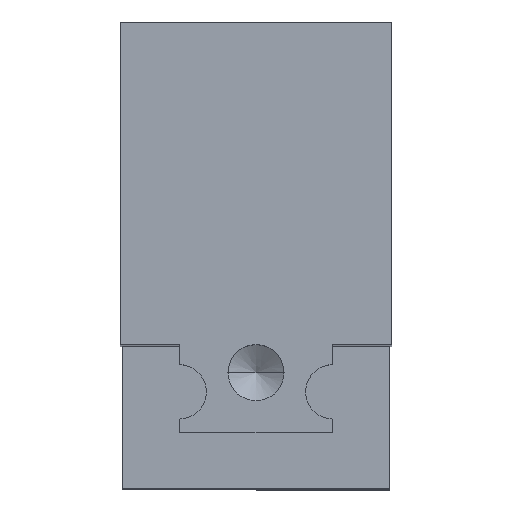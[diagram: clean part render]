
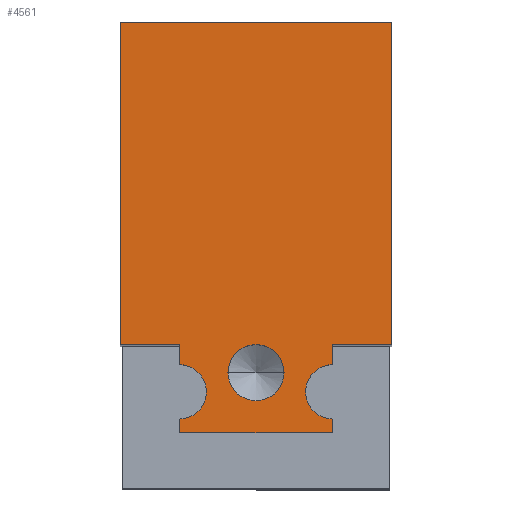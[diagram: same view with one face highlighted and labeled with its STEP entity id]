
A CAD part, top view. The second image highlights one B-rep face of the part: STEP entity #4561.
In plain terms, the highlighted planar face has unit normal (0, 0, 1).
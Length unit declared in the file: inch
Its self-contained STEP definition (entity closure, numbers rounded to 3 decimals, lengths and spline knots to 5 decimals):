
#1479=CARTESIAN_POINT('',(0.097,-0.50253,1.77165));
#1480=VERTEX_POINT('',#1479);
#1496=CARTESIAN_POINT('',(-0.097,-0.50253,1.77165));
#1497=VERTEX_POINT('',#1496);
#1504=CARTESIAN_POINT('',(0.,-0.50253,1.77165));
#1505=DIRECTION('',(0.0,0.0,-1.0));
#1506=DIRECTION('',(1.0,0.0,0.0));
#1507=AXIS2_PLACEMENT_3D('',#1504,#1505,#1506);
#1508=CIRCLE('',#1507,0.097);
#1509=EDGE_CURVE('',#1480,#1497,#1508,.T.);
#3204=CARTESIAN_POINT('',(0.,-0.50253,1.77165));
#3205=DIRECTION('',(0.0,0.0,-1.0));
#3206=DIRECTION('',(1.0,0.0,0.0));
#3207=AXIS2_PLACEMENT_3D('',#3204,#3205,#3206);
#3208=CIRCLE('',#3207,0.097);
#3209=EDGE_CURVE('',#1497,#1480,#3208,.T.);
#4183=CARTESIAN_POINT('',(0.4695,0.71125,1.77165));
#4184=VERTEX_POINT('',#4183);
#4185=CARTESIAN_POINT('',(0.4695,-0.40625,1.77165));
#4186=VERTEX_POINT('',#4185);
#4187=CARTESIAN_POINT('',(0.4695,0.71125,1.77165));
#4188=DIRECTION('',(0.0,-1.0,0.0));
#4189=VECTOR('',#4188,1.1175);
#4190=LINE('',#4187,#4189);
#4191=EDGE_CURVE('',#4184,#4186,#4190,.T.);
#4238=CARTESIAN_POINT('',(0.2645,-0.40625,1.77165));
#4239=VERTEX_POINT('',#4238);
#4240=CARTESIAN_POINT('',(0.4695,-0.40625,1.77165));
#4241=DIRECTION('',(-1.0,0.0,0.0));
#4242=VECTOR('',#4241,0.205);
#4243=LINE('',#4240,#4242);
#4244=EDGE_CURVE('',#4186,#4239,#4243,.T.);
#4262=CARTESIAN_POINT('',(0.2645,-0.47477,1.77165));
#4263=VERTEX_POINT('',#4262);
#4264=CARTESIAN_POINT('',(0.2645,-0.40625,1.77165));
#4265=DIRECTION('',(0.0,-1.0,0.0));
#4266=VECTOR('',#4265,0.06852);
#4267=LINE('',#4264,#4266);
#4268=EDGE_CURVE('',#4239,#4263,#4267,.T.);
#4286=CARTESIAN_POINT('',(0.2645,-0.66325,1.77165));
#4287=VERTEX_POINT('',#4286);
#4288=CARTESIAN_POINT('',(0.266,-0.56901,1.77165));
#4289=DIRECTION('',(0.0,0.0,1.0));
#4290=DIRECTION('',(0.016,-1.,0.0));
#4291=AXIS2_PLACEMENT_3D('',#4288,#4289,#4290);
#4292=CIRCLE('',#4291,0.09425);
#4293=EDGE_CURVE('',#4263,#4287,#4292,.T.);
#4311=CARTESIAN_POINT('',(0.2645,-0.71125,1.77165));
#4312=VERTEX_POINT('',#4311);
#4313=CARTESIAN_POINT('',(0.2645,-0.66325,1.77165));
#4314=DIRECTION('',(0.0,-1.0,0.0));
#4315=VECTOR('',#4314,0.048);
#4316=LINE('',#4313,#4315);
#4317=EDGE_CURVE('',#4287,#4312,#4316,.T.);
#4335=CARTESIAN_POINT('',(-0.2645,-0.71125,1.77165));
#4336=VERTEX_POINT('',#4335);
#4337=CARTESIAN_POINT('',(0.2645,-0.71125,1.77165));
#4338=DIRECTION('',(-1.0,0.0,0.0));
#4339=VECTOR('',#4338,0.529);
#4340=LINE('',#4337,#4339);
#4341=EDGE_CURVE('',#4312,#4336,#4340,.T.);
#4359=CARTESIAN_POINT('',(-0.2645,-0.66325,1.77165));
#4360=VERTEX_POINT('',#4359);
#4361=CARTESIAN_POINT('',(-0.2645,-0.71125,1.77165));
#4362=DIRECTION('',(0.0,1.0,0.0));
#4363=VECTOR('',#4362,0.048);
#4364=LINE('',#4361,#4363);
#4365=EDGE_CURVE('',#4336,#4360,#4364,.T.);
#4383=CARTESIAN_POINT('',(-0.2645,-0.47477,1.77165));
#4384=VERTEX_POINT('',#4383);
#4385=CARTESIAN_POINT('',(-0.266,-0.56901,1.77165));
#4386=DIRECTION('',(0.0,0.0,1.0));
#4387=DIRECTION('',(-0.016,1.,0.0));
#4388=AXIS2_PLACEMENT_3D('',#4385,#4386,#4387);
#4389=CIRCLE('',#4388,0.09425);
#4390=EDGE_CURVE('',#4360,#4384,#4389,.T.);
#4408=CARTESIAN_POINT('',(-0.2645,-0.40625,1.77165));
#4409=VERTEX_POINT('',#4408);
#4410=CARTESIAN_POINT('',(-0.2645,-0.47477,1.77165));
#4411=DIRECTION('',(0.0,1.0,0.0));
#4412=VECTOR('',#4411,0.06852);
#4413=LINE('',#4410,#4412);
#4414=EDGE_CURVE('',#4384,#4409,#4413,.T.);
#4432=CARTESIAN_POINT('',(-0.4695,-0.40625,1.77165));
#4433=VERTEX_POINT('',#4432);
#4434=CARTESIAN_POINT('',(-0.2645,-0.40625,1.77165));
#4435=DIRECTION('',(-1.0,0.0,0.0));
#4436=VECTOR('',#4435,0.205);
#4437=LINE('',#4434,#4436);
#4438=EDGE_CURVE('',#4409,#4433,#4437,.T.);
#4456=CARTESIAN_POINT('',(-0.4695,0.71125,1.77165));
#4457=VERTEX_POINT('',#4456);
#4458=CARTESIAN_POINT('',(-0.4695,-0.40625,1.77165));
#4459=DIRECTION('',(0.0,1.0,0.0));
#4460=VECTOR('',#4459,1.1175);
#4461=LINE('',#4458,#4460);
#4462=EDGE_CURVE('',#4433,#4457,#4461,.T.);
#4502=CARTESIAN_POINT('',(-0.4695,0.71125,1.77165));
#4503=DIRECTION('',(1.0,0.0,0.0));
#4504=VECTOR('',#4503,0.939);
#4505=LINE('',#4502,#4504);
#4506=EDGE_CURVE('',#4457,#4184,#4505,.T.);
#4538=CARTESIAN_POINT('',(0.,0.00121,1.77165));
#4539=DIRECTION('',(0.0,0.0,1.0));
#4540=DIRECTION('',(1.0,0.0,0.0));
#4541=AXIS2_PLACEMENT_3D('',#4538,#4539,#4540);
#4542=PLANE('',#4541);
#4543=ORIENTED_EDGE('',*,*,#4191,.F.);
#4544=ORIENTED_EDGE('',*,*,#4506,.F.);
#4545=ORIENTED_EDGE('',*,*,#4462,.F.);
#4546=ORIENTED_EDGE('',*,*,#4438,.F.);
#4547=ORIENTED_EDGE('',*,*,#4414,.F.);
#4548=ORIENTED_EDGE('',*,*,#4390,.F.);
#4549=ORIENTED_EDGE('',*,*,#4365,.F.);
#4550=ORIENTED_EDGE('',*,*,#4341,.F.);
#4551=ORIENTED_EDGE('',*,*,#4317,.F.);
#4552=ORIENTED_EDGE('',*,*,#4293,.F.);
#4553=ORIENTED_EDGE('',*,*,#4268,.F.);
#4554=ORIENTED_EDGE('',*,*,#4244,.F.);
#4555=EDGE_LOOP('',(#4543,#4544,#4545,#4546,#4547,#4548,#4549,#4550,#4551,#4552,#4553,#4554));
#4556=FACE_OUTER_BOUND('',#4555,.T.);
#4557=ORIENTED_EDGE('',*,*,#1509,.T.);
#4558=ORIENTED_EDGE('',*,*,#3209,.T.);
#4559=EDGE_LOOP('',(#4557,#4558));
#4560=FACE_BOUND('',#4559,.T.);
#4561=ADVANCED_FACE('',(#4556,#4560),#4542,.T.);
